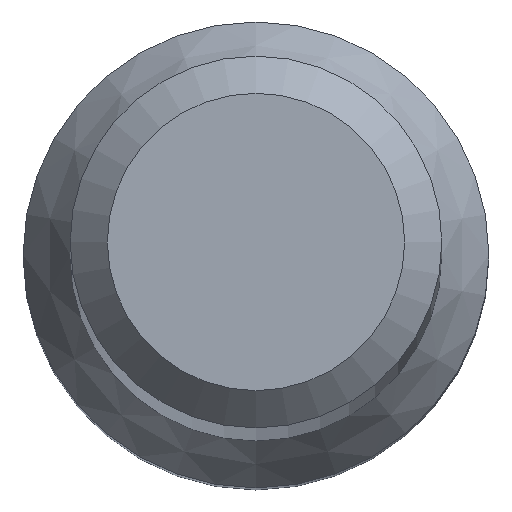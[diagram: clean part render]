
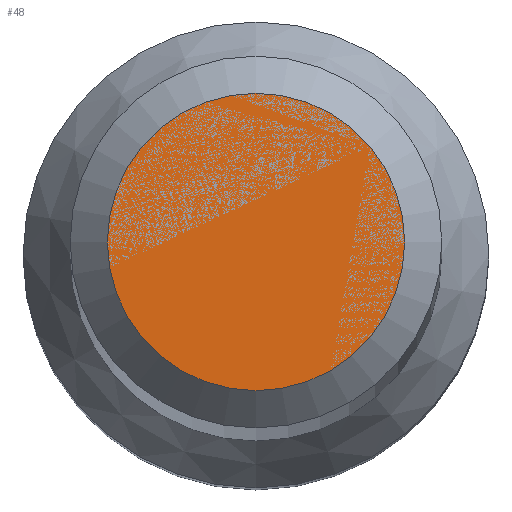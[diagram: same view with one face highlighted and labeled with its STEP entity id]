
A CAD part, top view. The second image highlights one B-rep face of the part: STEP entity #48.
In plain terms, the highlighted planar face has unit normal (0, 0, 1).
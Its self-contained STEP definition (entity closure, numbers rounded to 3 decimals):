
#27 = AXIS2_PLACEMENT_3D ( 'NONE', #231, #293, #254 ) ;
#48 = ADVANCED_FACE ( 'NONE', ( #71 ), #184, .F. ) ;
#60 = ORIENTED_EDGE ( 'NONE', *, *, #168, .F. ) ;
#66 = CIRCLE ( 'NONE', #27, 1.2 ) ;
#71 = FACE_OUTER_BOUND ( 'NONE', #244, .T. ) ;
#90 = VERTEX_POINT ( 'NONE', #121 ) ;
#121 = CARTESIAN_POINT ( 'NONE',  ( 0., 1.2, 70. ) ) ;
#155 = CARTESIAN_POINT ( 'NONE',  ( 0., 0., 70. ) ) ;
#161 = DIRECTION ( 'NONE',  ( 0., 1., 0. ) ) ;
#168 = EDGE_CURVE ( 'NONE', #90, #90, #66, .T. ) ;
#184 = PLANE ( 'NONE',  #214 ) ;
#214 = AXIS2_PLACEMENT_3D ( 'NONE', #155, #245, #161 ) ;
#231 = CARTESIAN_POINT ( 'NONE',  ( 0., 0., 70. ) ) ;
#244 = EDGE_LOOP ( 'NONE', ( #60 ) ) ;
#245 = DIRECTION ( 'NONE',  ( 0., 0., -1. ) ) ;
#254 = DIRECTION ( 'NONE',  ( 0., 1., 0. ) ) ;
#293 = DIRECTION ( 'NONE',  ( 0., 0., -1. ) ) ;
